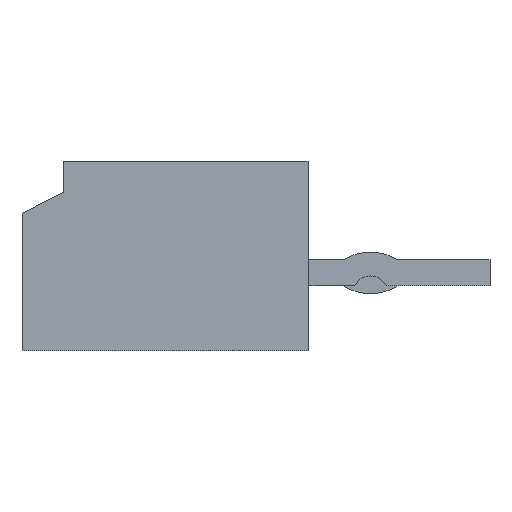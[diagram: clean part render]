
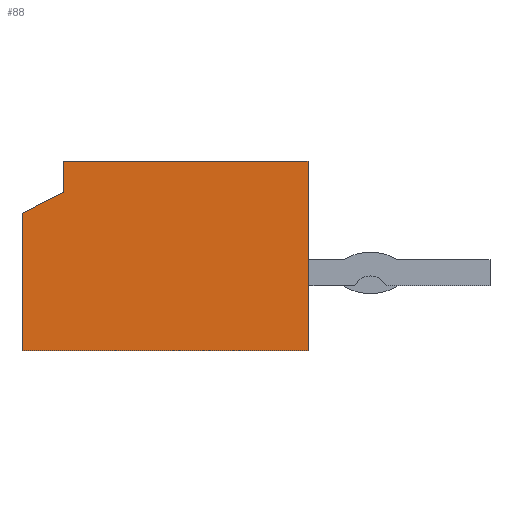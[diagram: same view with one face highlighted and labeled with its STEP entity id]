
A CAD part, left-side view. The second image highlights one B-rep face of the part: STEP entity #88.
In plain terms, the highlighted planar face has unit normal (-1, 0, 0).
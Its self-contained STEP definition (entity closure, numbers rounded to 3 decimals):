
#88=ADVANCED_FACE('',(#253),#254,.T.);
#253=FACE_OUTER_BOUND('',#525,.T.);
#254=PLANE('',#526);
#525=EDGE_LOOP('',(#960,#961,#962,#963,#964,#965));
#526=AXIS2_PLACEMENT_3D('',#966,#967,#968);
#960=ORIENTED_EDGE('',*,*,#1927,.T.);
#961=ORIENTED_EDGE('',*,*,#1928,.F.);
#962=ORIENTED_EDGE('',*,*,#1849,.T.);
#963=ORIENTED_EDGE('',*,*,#1894,.T.);
#964=ORIENTED_EDGE('',*,*,#1922,.F.);
#965=ORIENTED_EDGE('',*,*,#1929,.T.);
#966=CARTESIAN_POINT('',(-4.0,2.75,-1.825));
#967=DIRECTION('',(-1.0,0.0,0.0));
#968=DIRECTION('',(0.0,0.0,1.0));
#1849=EDGE_CURVE('',#2239,#2237,#2240,.T.);
#1894=EDGE_CURVE('',#2237,#2320,#2322,.T.);
#1922=EDGE_CURVE('',#2370,#2320,#2372,.T.);
#1927=EDGE_CURVE('',#2377,#2378,#2379,.T.);
#1928=EDGE_CURVE('',#2239,#2378,#2380,.T.);
#1929=EDGE_CURVE('',#2370,#2377,#2381,.T.);
#2237=VERTEX_POINT('',#2806);
#2239=VERTEX_POINT('',#2809);
#2240=LINE('',#2810,#2811);
#2320=VERTEX_POINT('',#2934);
#2322=LINE('',#2937,#2938);
#2370=VERTEX_POINT('',#3012);
#2372=LINE('',#3015,#3016);
#2377=VERTEX_POINT('',#3025);
#2378=VERTEX_POINT('',#3026);
#2379=LINE('',#3027,#3028);
#2380=LINE('',#3029,#3030);
#2381=LINE('',#3031,#3032);
#2806=CARTESIAN_POINT('',(-4.0,-2.75,-1.825));
#2809=CARTESIAN_POINT('',(-4.0,2.75,-1.825));
#2810=CARTESIAN_POINT('',(-4.0,2.75,-1.825));
#2811=VECTOR('',#3658,5.5);
#2934=CARTESIAN_POINT('',(-4.0,-2.75,1.825));
#2937=CARTESIAN_POINT('',(-4.0,-2.75,-1.825));
#2938=VECTOR('',#3703,3.65);
#3012=CARTESIAN_POINT('',(-4.0,1.95,1.825));
#3015=CARTESIAN_POINT('',(-4.0,1.95,1.825));
#3016=VECTOR('',#3731,4.7);
#3025=CARTESIAN_POINT('',(-4.0,1.95,1.225));
#3026=CARTESIAN_POINT('',(-4.0,2.75,0.825));
#3027=CARTESIAN_POINT('',(-4.0,1.95,1.225));
#3028=VECTOR('',#3736,0.894);
#3029=CARTESIAN_POINT('',(-4.0,2.75,-1.825));
#3030=VECTOR('',#3737,2.65);
#3031=CARTESIAN_POINT('',(-4.0,1.95,1.825));
#3032=VECTOR('',#3738,0.6);
#3658=DIRECTION('',(0.0,-1.0,0.0));
#3703=DIRECTION('',(0.0,0.0,1.0));
#3731=DIRECTION('',(0.0,-1.0,0.0));
#3736=DIRECTION('',(0.0,0.894,-0.447));
#3737=DIRECTION('',(0.0,0.0,1.0));
#3738=DIRECTION('',(0.0,0.0,-1.0));
